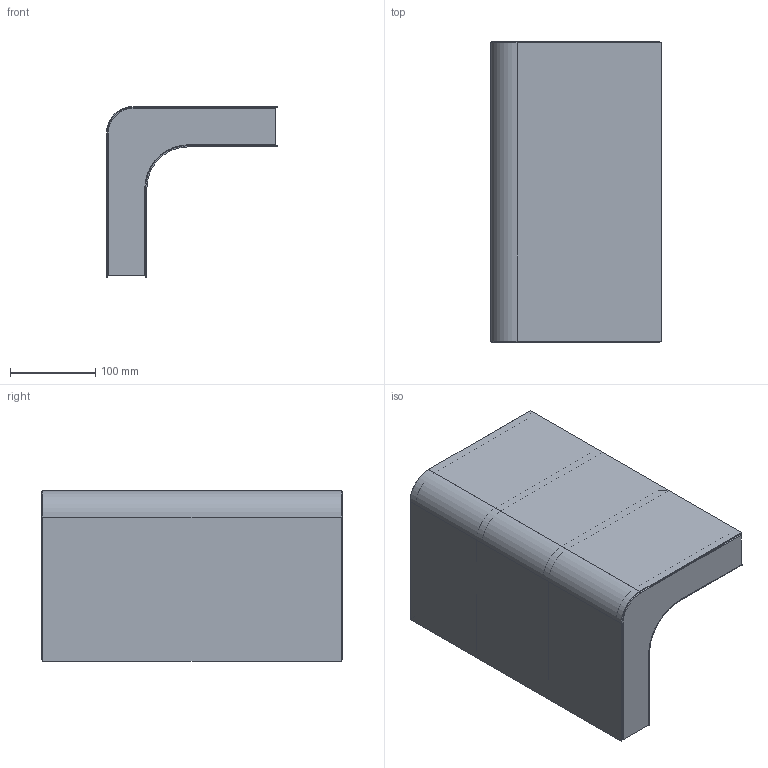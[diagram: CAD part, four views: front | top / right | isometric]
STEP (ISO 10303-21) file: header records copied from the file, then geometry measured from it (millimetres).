
FILE_DESCRIPTION((''),'2;1');
FILE_NAME('7400664_ASM','2013-06-07T',('AndreasKeweloh'),(''),'PRO/ENGINEER BY PARAMETRIC TECHNOLOGY CORPORATION, 2012360','PRO/ENGINEER BY PARAMETRIC TECHNOLOGY CORPORATION, 2012360','');
FILE_SCHEMA(('CONFIG_CONTROL_DESIGN'));
Length unit declared in the file: millimetre
Products named in the file (4): 7400664G; 7400664B; 7400664_B; 7400664_ASM
Assembly tree (6 placements, depth 2):
  7400664_ASM
    7400664G  x4
    7400664B
    7400664_B
Bounding box: 200.15 x 352 x 200.15 mm (x, y, z)
Volume: 362361.9 mm3; surface area: 650952.2 mm2
Topology: 6 solids, 6 shells, 124 faces, 320 edges, 208 vertices
Faces by surface type: plane 80, cylinder 36, torus 8
Entity records: 1506 total; most frequent: DIRECTION 254, CARTESIAN_POINT 248, ORIENTED_EDGE 232, EDGE_CURVE 116, VECTOR 90, LINE 90, AXIS2_PLACEMENT_3D 82, VERTEX_POINT 76
